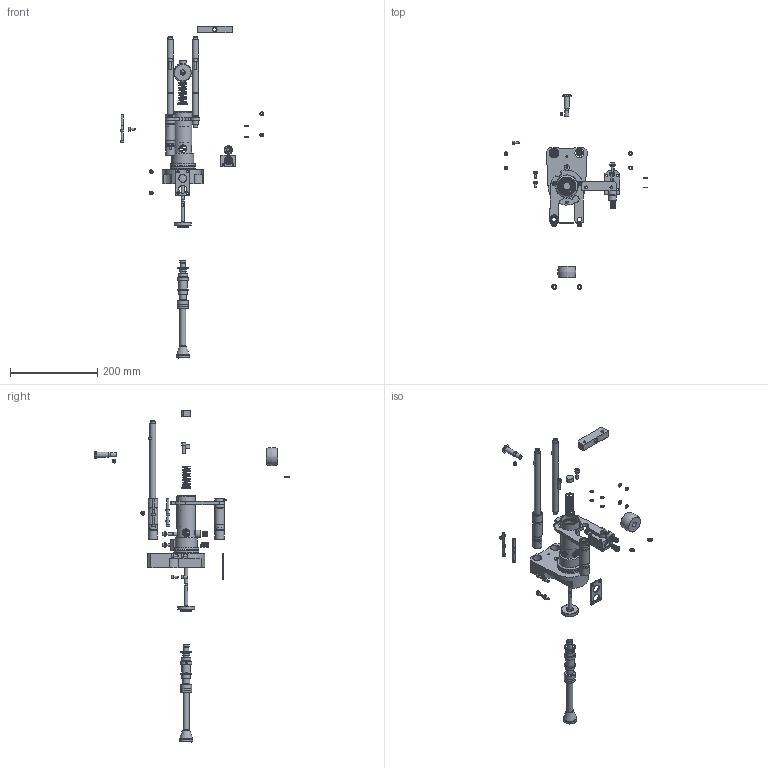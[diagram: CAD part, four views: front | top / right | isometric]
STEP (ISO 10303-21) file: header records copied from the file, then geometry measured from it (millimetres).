
FILE_DESCRIPTION(('FreeCAD Model'),'2;1');
FILE_NAME('Open CASCADE Shape Model','2025-05-09T10:33:50',('FreeCAD'),( 'FreeCAD'),'Open CASCADE STEP processor 7.6','FreeCAD','Unknown');
FILE_SCHEMA(('AUTOMOTIVE_DESIGN { 1 0 10303 214 1 1 1 1 }'));
Products named in the file (1): Open CASCADE STEP translator 7.6 1
Bounding box: 329.61 x 446.75 x 762.9 mm (x, y, z)
Volume: 622108.8 mm3; surface area: 277541.3 mm2
Topology: 66 solids, 66 shells, 1080 faces, 2314 edges, 1444 vertices
Faces by surface type: plane 511, cylinder 326, cone 185, torus 35, sphere 14, bspline 8, revolution 1
Full cylindrical faces by diameter (mm): 3.22 x1, 3.6 x1, 3.8 x9, 4 x8, 4.134 x8, 4.917 x4, 5 x10, 5.2 x8, 5.3 x10, 5.5 x2, 6 x7, 6.4 x4, 6.5 x3, 6.647 x2, 6.9 x1, 7 x1, 7.5 x1, 7.6 x2, 7.8 x2, 8 x8, 8.1 x1, 8.376 x1, 8.5 x9, 9 x9, 9.8 x1, 10 x11, 10.2 x3, 10.5 x1, 11 x7, 12 x4
Entity records: 62594 total; most frequent: CARTESIAN_POINT 41568, ORIENTED_EDGE 4566, DIRECTION 3783, EDGE_CURVE 2283, VERTEX_POINT 1444, AXIS2_PLACEMENT_3D 1403, FACE_BOUND 1341, EDGE_LOOP 1341
